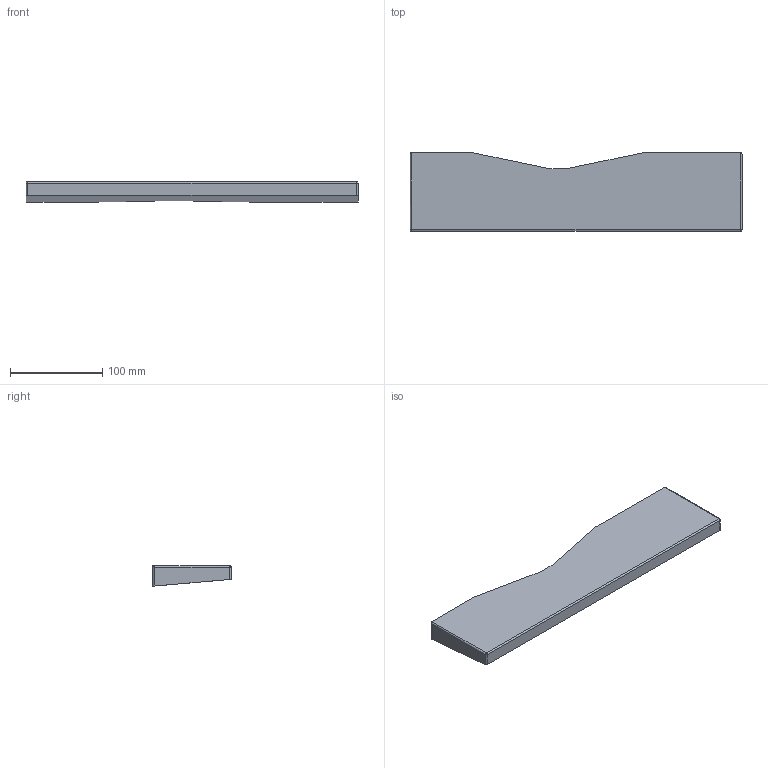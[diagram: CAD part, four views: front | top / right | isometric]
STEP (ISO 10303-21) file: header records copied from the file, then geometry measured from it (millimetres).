
FILE_DESCRIPTION( ( '' ), ' ' );
FILE_NAME( '5eba346e7e93240f9321d8ea.step', '2020-05-12T05:30:22', ( '' ), ( '' ), ' ', ' ', ' ' );
FILE_SCHEMA( ( 'AUTOMOTIVE_DESIGN { 1 0 10303 214 1 1 1 1 }' ) );
Length unit declared in the file: metre
Products named in the file (1): Wrist Rest
Bounding box: 359 x 85 x 22.06 mm (x, y, z)
Volume: 517902.1 mm3; surface area: 74052.4 mm2
Topology: 1 solids, 1 shells, 41 faces, 107 edges, 70 vertices
Faces by surface type: plane 20, cylinder 19, bspline 2
Entity records: 1663 total; most frequent: CARTESIAN_POINT 283, DIRECTION 223, ORIENTED_EDGE 214, EDGE_CURVE 107, AXIS2_PLACEMENT_3D 78, VERTEX_POINT 70, LINE 67, VECTOR 67
